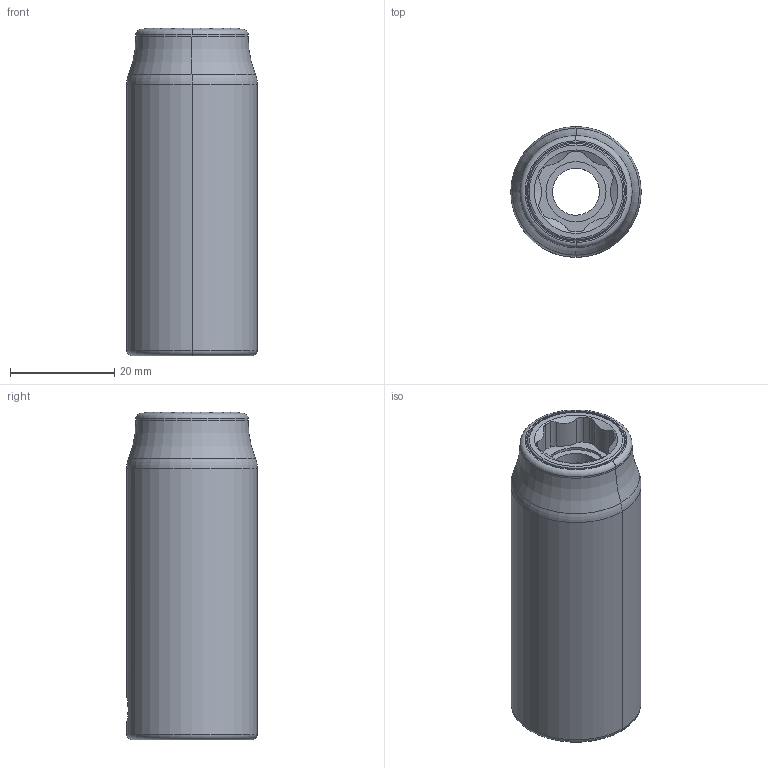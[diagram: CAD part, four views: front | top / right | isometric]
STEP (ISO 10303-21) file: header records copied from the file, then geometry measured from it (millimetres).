
FILE_DESCRIPTION((''),'2;1');
FILE_NAME('4027129413_ASM','2023-08-23T12:31:59',('A00565553'),(''),'CREO PARAMETRIC BY PTC INC, 2022414','CREO PARAMETRIC BY PTC INC, 2022414','');
FILE_SCHEMA(('CONFIG_CONTROL_DESIGN','GEOMETRIC_VALIDATION_PROPERTIES_MIM'));
Length unit declared in the file: millimetre
Products named in the file (8): 4027031422_AF2; 4027031423_AF2; 4027030897_AF0; 4027907736_AF1; 4027031424_AF0; 2114000659_AF4; 2114000659_AF5; 4027129413_ASM
Assembly tree (7 placements, depth 2):
  4027129413_ASM
    4027031422_AF2
    4027031423_AF2
    4027030897_AF0
    4027907736_AF1
    4027031424_AF0
    2114000659_AF4
    2114000659_AF5
Bounding box: 25 x 25 x 62.7 mm (x, y, z)
Volume: 12740.7 mm3; surface area: 26004.9 mm2
Topology: 9 solids, 14 shells, 279 faces, 718 edges, 454 vertices
Faces by surface type: cylinder 142, plane 63, torus 48, cone 14, bspline 12
Entity records: 13992 total; most frequent: CARTESIAN_POINT 3374, DIRECTION 1468, ORIENTED_EDGE 1382, PRESENTATION_STYLE_ASSIGNMENT 889, STYLED_ITEM 804, CURVE_STYLE 718, EDGE_CURVE 718, AXIS2_PLACEMENT_3D 620
